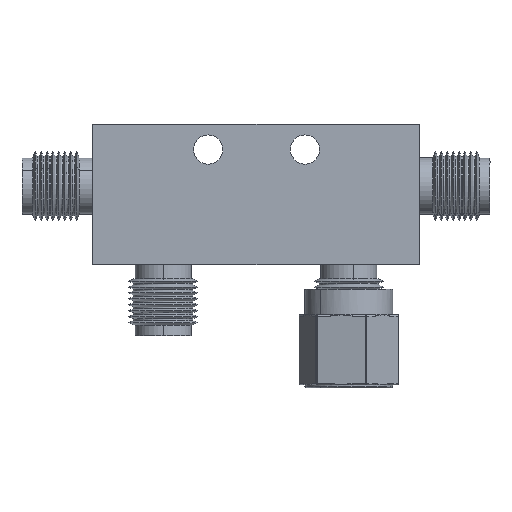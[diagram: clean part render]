
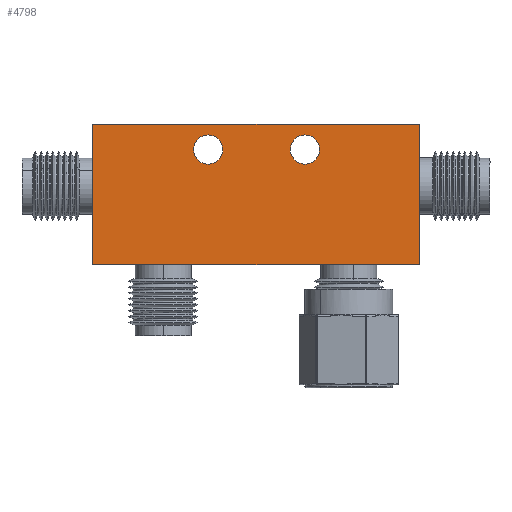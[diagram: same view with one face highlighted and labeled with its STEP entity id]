
A CAD part, front view. The second image highlights one B-rep face of the part: STEP entity #4798.
In plain terms, the highlighted planar face has unit normal (0, -1, 0).
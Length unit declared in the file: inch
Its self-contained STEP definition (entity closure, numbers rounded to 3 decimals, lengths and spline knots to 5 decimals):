
#139 = EDGE_CURVE ( 'NONE', #2623, #23365, #33794, .T. ) ;
#517 = FACE_BOUND ( 'NONE', #21369, .T. ) ;
#592 = AXIS2_PLACEMENT_3D ( 'NONE', #24082, #902, #31193 ) ;
#902 = DIRECTION ( 'NONE',  ( 0., 1., 0. ) ) ;
#1452 = CARTESIAN_POINT ( 'NONE',  ( -0.58, 0., 0.25 ) ) ;
#2296 = CARTESIAN_POINT ( 'NONE',  ( 0.174, 0., 0.108 ) ) ;
#2317 = AXIS2_PLACEMENT_3D ( 'NONE', #25208, #38850, #8181 ) ;
#2487 = AXIS2_PLACEMENT_3D ( 'NONE', #11530, #18031, #41732 ) ;
#2623 = VERTEX_POINT ( 'NONE', #18874 ) ;
#3730 = ORIENTED_EDGE ( 'NONE', *, *, #14922, .F. ) ;
#4058 = AXIS2_PLACEMENT_3D ( 'NONE', #40951, #16563, #23511 ) ;
#4798 = ADVANCED_FACE ( 'NONE', ( #517, #11108, #28332 ), #28544, .T. ) ;
#5078 = ORIENTED_EDGE ( 'NONE', *, *, #42343, .T. ) ;
#7380 = ORIENTED_EDGE ( 'NONE', *, *, #36278, .T. ) ;
#8181 = DIRECTION ( 'NONE',  ( 0., 0., -1. ) ) ;
#8255 = ORIENTED_EDGE ( 'NONE', *, *, #10101, .F. ) ;
#8559 = CARTESIAN_POINT ( 'NONE',  ( -0.58, 0., 0.25 ) ) ;
#9383 = EDGE_CURVE ( 'NONE', #35793, #34254, #10759, .T. ) ;
#10101 = EDGE_CURVE ( 'NONE', #26205, #40899, #14725, .T. ) ;
#10759 = CIRCLE ( 'NONE', #17920, 0.052 ) ;
#11108 = FACE_OUTER_BOUND ( 'NONE', #14418, .T. ) ;
#11530 = CARTESIAN_POINT ( 'NONE',  ( -0.17, 0., 0.16 ) ) ;
#12050 = VERTEX_POINT ( 'NONE', #38913 ) ;
#14418 = EDGE_LOOP ( 'NONE', ( #31785, #3730, #8255, #21123 ) ) ;
#14725 = LINE ( 'NONE', #1452, #27932 ) ;
#14922 = EDGE_CURVE ( 'NONE', #40899, #2623, #37628, .T. ) ;
#15064 = DIRECTION ( 'NONE',  ( 0., 0., 1. ) ) ;
#15344 = LINE ( 'NONE', #35732, #20662 ) ;
#16267 = CARTESIAN_POINT ( 'NONE',  ( 0.58, 0., -0.25 ) ) ;
#16563 = DIRECTION ( 'NONE',  ( 0., 1., 0. ) ) ;
#16880 = CIRCLE ( 'NONE', #2487, 0.052 ) ;
#17864 = ORIENTED_EDGE ( 'NONE', *, *, #40685, .T. ) ;
#17920 = AXIS2_PLACEMENT_3D ( 'NONE', #25587, #38783, #15064 ) ;
#18031 = DIRECTION ( 'NONE',  ( 0., 1., 0. ) ) ;
#18874 = CARTESIAN_POINT ( 'NONE',  ( 0.58, 0., 0.25 ) ) ;
#19982 = CIRCLE ( 'NONE', #592, 0.052 ) ;
#20662 = VECTOR ( 'NONE', #22306, 39.37008 ) ;
#21104 = VECTOR ( 'NONE', #23765, 39.37008 ) ;
#21123 = ORIENTED_EDGE ( 'NONE', *, *, #43471, .F. ) ;
#21243 = CIRCLE ( 'NONE', #4058, 0.052 ) ;
#21369 = EDGE_LOOP ( 'NONE', ( #35669, #17864 ) ) ;
#21453 = DIRECTION ( 'NONE',  ( 0., 0., 1. ) ) ;
#22306 = DIRECTION ( 'NONE',  ( -1., 0., 0. ) ) ;
#23365 = VERTEX_POINT ( 'NONE', #16267 ) ;
#23511 = DIRECTION ( 'NONE',  ( 0., 0., 1. ) ) ;
#23765 = DIRECTION ( 'NONE',  ( 1., 0., 0. ) ) ;
#24082 = CARTESIAN_POINT ( 'NONE',  ( 0.174, 0., 0.16 ) ) ;
#25208 = CARTESIAN_POINT ( 'NONE',  ( 0., 0., 0. ) ) ;
#25587 = CARTESIAN_POINT ( 'NONE',  ( -0.17, 0., 0.16 ) ) ;
#26205 = VERTEX_POINT ( 'NONE', #42388 ) ;
#27932 = VECTOR ( 'NONE', #21453, 39.37008 ) ;
#28227 = CARTESIAN_POINT ( 'NONE',  ( -0.17, 0., 0.108 ) ) ;
#28332 = FACE_BOUND ( 'NONE', #32539, .T. ) ;
#28544 = PLANE ( 'NONE',  #2317 ) ;
#30201 = DIRECTION ( 'NONE',  ( 0., 0., -1. ) ) ;
#30419 = VECTOR ( 'NONE', #30201, 39.37008 ) ;
#31193 = DIRECTION ( 'NONE',  ( 0., 0., 1. ) ) ;
#31785 = ORIENTED_EDGE ( 'NONE', *, *, #139, .F. ) ;
#32539 = EDGE_LOOP ( 'NONE', ( #5078, #7380 ) ) ;
#33504 = CARTESIAN_POINT ( 'NONE',  ( -0.17, 0., 0.212 ) ) ;
#33591 = CARTESIAN_POINT ( 'NONE',  ( 0.58, 0., 0.25 ) ) ;
#33794 = LINE ( 'NONE', #33591, #30419 ) ;
#34254 = VERTEX_POINT ( 'NONE', #33504 ) ;
#35669 = ORIENTED_EDGE ( 'NONE', *, *, #9383, .T. ) ;
#35732 = CARTESIAN_POINT ( 'NONE',  ( -0.58, 0., -0.25 ) ) ;
#35793 = VERTEX_POINT ( 'NONE', #28227 ) ;
#36278 = EDGE_CURVE ( 'NONE', #12050, #39645, #19982, .T. ) ;
#37628 = LINE ( 'NONE', #37861, #21104 ) ;
#37861 = CARTESIAN_POINT ( 'NONE',  ( -0.58, 0., 0.25 ) ) ;
#38783 = DIRECTION ( 'NONE',  ( 0., 1., 0. ) ) ;
#38850 = DIRECTION ( 'NONE',  ( 0., -1., 0. ) ) ;
#38913 = CARTESIAN_POINT ( 'NONE',  ( 0.174, 0., 0.212 ) ) ;
#39645 = VERTEX_POINT ( 'NONE', #2296 ) ;
#40685 = EDGE_CURVE ( 'NONE', #34254, #35793, #16880, .T. ) ;
#40899 = VERTEX_POINT ( 'NONE', #8559 ) ;
#40951 = CARTESIAN_POINT ( 'NONE',  ( 0.174, 0., 0.16 ) ) ;
#41732 = DIRECTION ( 'NONE',  ( 0., 0., 1. ) ) ;
#42343 = EDGE_CURVE ( 'NONE', #39645, #12050, #21243, .T. ) ;
#42388 = CARTESIAN_POINT ( 'NONE',  ( -0.58, 0., -0.25 ) ) ;
#43471 = EDGE_CURVE ( 'NONE', #23365, #26205, #15344, .T. ) ;
